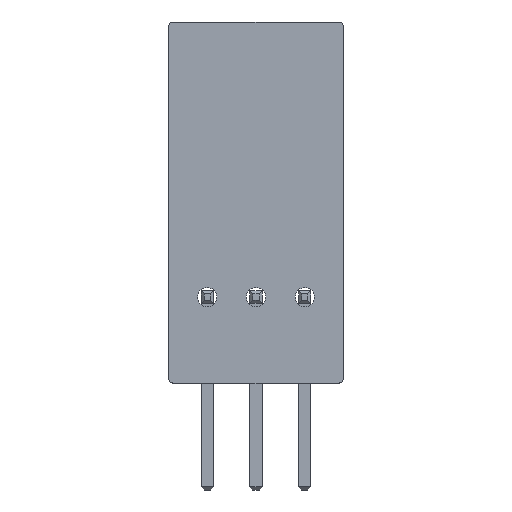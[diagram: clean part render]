
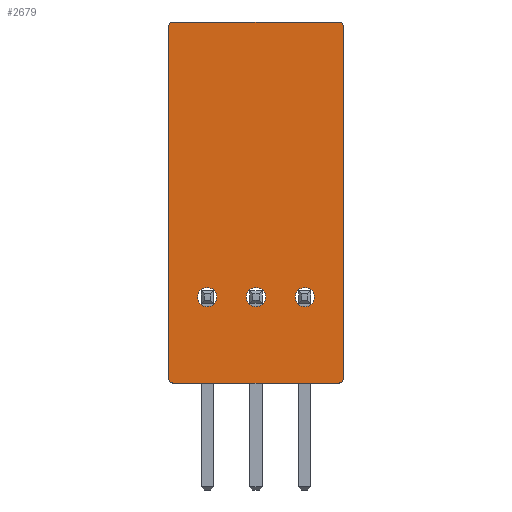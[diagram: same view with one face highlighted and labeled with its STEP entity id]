
A CAD part, top view. The second image highlights one B-rep face of the part: STEP entity #2679.
In plain terms, the highlighted planar face has unit normal (0, 0, 1).
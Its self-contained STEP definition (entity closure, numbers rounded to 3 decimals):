
#2497 = VERTEX_POINT('',#2498);
#2498 = CARTESIAN_POINT('',(4.338,9.4,1.6));
#2504 = EDGE_CURVE('',#2497,#2505,#2507,.T.);
#2505 = VERTEX_POINT('',#2506);
#2506 = CARTESIAN_POINT('',(4.538,9.2,1.6));
#2507 = CIRCLE('',#2508,0.2);
#2508 = AXIS2_PLACEMENT_3D('',#2509,#2510,#2511);
#2509 = CARTESIAN_POINT('',(4.337,9.2,1.6));
#2510 = DIRECTION('',(0.,0.,-1.));
#2511 = DIRECTION('',(0.,1.,0.));
#2539 = VERTEX_POINT('',#2540);
#2540 = CARTESIAN_POINT('',(-4.338,9.4,1.6));
#2546 = EDGE_CURVE('',#2539,#2497,#2547,.T.);
#2547 = LINE('',#2548,#2549);
#2548 = CARTESIAN_POINT('',(-4.338,9.4,1.6));
#2549 = VECTOR('',#2550,1.);
#2550 = DIRECTION('',(1.,0.,0.));
#2568 = EDGE_CURVE('',#2505,#2569,#2571,.T.);
#2569 = VERTEX_POINT('',#2570);
#2570 = CARTESIAN_POINT('',(4.538,-9.2,1.6));
#2571 = LINE('',#2572,#2573);
#2572 = CARTESIAN_POINT('',(4.538,9.2,1.6));
#2573 = VECTOR('',#2574,1.);
#2574 = DIRECTION('',(0.,-1.,0.));
#2679 = ADVANCED_FACE('',(#2680,#2726,#2737,#2748),#2759,.F.);
#2680 = FACE_BOUND('',#2681,.F.);
#2681 = EDGE_LOOP('',(#2682,#2683,#2684,#2693,#2701,#2710,#2718,#2725));
#2682 = ORIENTED_EDGE('',*,*,#2504,.T.);
#2683 = ORIENTED_EDGE('',*,*,#2568,.T.);
#2684 = ORIENTED_EDGE('',*,*,#2685,.T.);
#2685 = EDGE_CURVE('',#2569,#2686,#2688,.T.);
#2686 = VERTEX_POINT('',#2687);
#2687 = CARTESIAN_POINT('',(4.338,-9.4,1.6));
#2688 = CIRCLE('',#2689,0.2);
#2689 = AXIS2_PLACEMENT_3D('',#2690,#2691,#2692);
#2690 = CARTESIAN_POINT('',(4.337,-9.2,1.6));
#2691 = DIRECTION('',(0.,0.,-1.));
#2692 = DIRECTION('',(1.,0.,0.));
#2693 = ORIENTED_EDGE('',*,*,#2694,.T.);
#2694 = EDGE_CURVE('',#2686,#2695,#2697,.T.);
#2695 = VERTEX_POINT('',#2696);
#2696 = CARTESIAN_POINT('',(-4.338,-9.4,1.6));
#2697 = LINE('',#2698,#2699);
#2698 = CARTESIAN_POINT('',(4.338,-9.4,1.6));
#2699 = VECTOR('',#2700,1.);
#2700 = DIRECTION('',(-1.,0.,0.));
#2701 = ORIENTED_EDGE('',*,*,#2702,.T.);
#2702 = EDGE_CURVE('',#2695,#2703,#2705,.T.);
#2703 = VERTEX_POINT('',#2704);
#2704 = CARTESIAN_POINT('',(-4.538,-9.2,1.6));
#2705 = CIRCLE('',#2706,0.2);
#2706 = AXIS2_PLACEMENT_3D('',#2707,#2708,#2709);
#2707 = CARTESIAN_POINT('',(-4.337,-9.2,1.6));
#2708 = DIRECTION('',(0.,0.,-1.));
#2709 = DIRECTION('',(0.,-1.,-0.));
#2710 = ORIENTED_EDGE('',*,*,#2711,.T.);
#2711 = EDGE_CURVE('',#2703,#2712,#2714,.T.);
#2712 = VERTEX_POINT('',#2713);
#2713 = CARTESIAN_POINT('',(-4.538,9.2,1.6));
#2714 = LINE('',#2715,#2716);
#2715 = CARTESIAN_POINT('',(-4.538,-9.2,1.6));
#2716 = VECTOR('',#2717,1.);
#2717 = DIRECTION('',(0.,1.,0.));
#2718 = ORIENTED_EDGE('',*,*,#2719,.T.);
#2719 = EDGE_CURVE('',#2712,#2539,#2720,.T.);
#2720 = CIRCLE('',#2721,0.2);
#2721 = AXIS2_PLACEMENT_3D('',#2722,#2723,#2724);
#2722 = CARTESIAN_POINT('',(-4.337,9.2,1.6));
#2723 = DIRECTION('',(0.,0.,-1.));
#2724 = DIRECTION('',(-1.,0.,0.));
#2725 = ORIENTED_EDGE('',*,*,#2546,.T.);
#2726 = FACE_BOUND('',#2727,.F.);
#2727 = EDGE_LOOP('',(#2728));
#2728 = ORIENTED_EDGE('',*,*,#2729,.F.);
#2729 = EDGE_CURVE('',#2730,#2730,#2732,.T.);
#2730 = VERTEX_POINT('',#2731);
#2731 = CARTESIAN_POINT('',(2.54,-5.425,1.6));
#2732 = CIRCLE('',#2733,0.5);
#2733 = AXIS2_PLACEMENT_3D('',#2734,#2735,#2736);
#2734 = CARTESIAN_POINT('',(2.54,-4.925,1.6));
#2735 = DIRECTION('',(-0.,0.,-1.));
#2736 = DIRECTION('',(-0.,-1.,0.));
#2737 = FACE_BOUND('',#2738,.F.);
#2738 = EDGE_LOOP('',(#2739));
#2739 = ORIENTED_EDGE('',*,*,#2740,.F.);
#2740 = EDGE_CURVE('',#2741,#2741,#2743,.T.);
#2741 = VERTEX_POINT('',#2742);
#2742 = CARTESIAN_POINT('',(0.,-5.425,1.6));
#2743 = CIRCLE('',#2744,0.5);
#2744 = AXIS2_PLACEMENT_3D('',#2745,#2746,#2747);
#2745 = CARTESIAN_POINT('',(0.,-4.925,1.6));
#2746 = DIRECTION('',(-0.,0.,-1.));
#2747 = DIRECTION('',(0.,-1.,-0.));
#2748 = FACE_BOUND('',#2749,.F.);
#2749 = EDGE_LOOP('',(#2750));
#2750 = ORIENTED_EDGE('',*,*,#2751,.F.);
#2751 = EDGE_CURVE('',#2752,#2752,#2754,.T.);
#2752 = VERTEX_POINT('',#2753);
#2753 = CARTESIAN_POINT('',(-2.54,-5.425,1.6));
#2754 = CIRCLE('',#2755,0.5);
#2755 = AXIS2_PLACEMENT_3D('',#2756,#2757,#2758);
#2756 = CARTESIAN_POINT('',(-2.54,-4.925,1.6));
#2757 = DIRECTION('',(-0.,0.,-1.));
#2758 = DIRECTION('',(-0.,-1.,0.));
#2759 = PLANE('',#2760);
#2760 = AXIS2_PLACEMENT_3D('',#2761,#2762,#2763);
#2761 = CARTESIAN_POINT('',(0.,0.,1.6));
#2762 = DIRECTION('',(-0.,-0.,-1.));
#2763 = DIRECTION('',(-1.,0.,0.));
